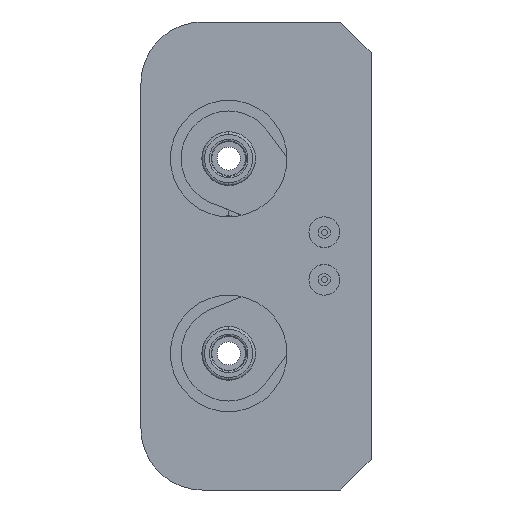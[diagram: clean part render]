
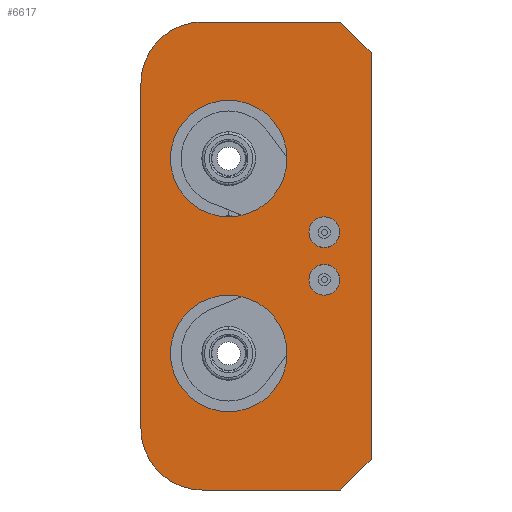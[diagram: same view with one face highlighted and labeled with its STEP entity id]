
A CAD part, left-side view. The second image highlights one B-rep face of the part: STEP entity #6617.
In plain terms, the highlighted planar face has unit normal (-1, 0, 0).
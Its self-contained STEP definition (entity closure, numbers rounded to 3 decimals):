
#461 = LINE ( 'NONE', #7334, #11126 ) ;
#488 = CIRCLE ( 'NONE', #1519, 3.8 ) ;
#560 = CARTESIAN_POINT ( 'NONE',  ( -29., 11., 18.875 ) ) ;
#640 = DIRECTION ( 'NONE',  ( 0., 0., -1. ) ) ;
#666 = CARTESIAN_POINT ( 'NONE',  ( -29., 3.05, 9.175 ) ) ;
#670 = DIRECTION ( 'NONE',  ( 0., 0., 1. ) ) ;
#716 = LINE ( 'NONE', #2140, #8789 ) ;
#759 = EDGE_LOOP ( 'NONE', ( #13944, #944 ) ) ;
#776 = FACE_BOUND ( 'NONE', #6651, .T. ) ;
#809 = CARTESIAN_POINT ( 'NONE',  ( -29., 9.28, 10.175 ) ) ;
#944 = ORIENTED_EDGE ( 'NONE', *, *, #9955, .T. ) ;
#1036 = LINE ( 'NONE', #8179, #12366 ) ;
#1111 = CIRCLE ( 'NONE', #8978, 3.8 ) ;
#1159 = AXIS2_PLACEMENT_3D ( 'NONE', #666, #3781, #12711 ) ;
#1507 = AXIS2_PLACEMENT_3D ( 'NONE', #560, #11617, #12707 ) ;
#1519 = AXIS2_PLACEMENT_3D ( 'NONE', #10342, #5901, #2608 ) ;
#1596 = VERTEX_POINT ( 'NONE', #9027 ) ;
#1927 = EDGE_CURVE ( 'NONE', #13822, #1596, #2687, .T. ) ;
#2008 = EDGE_CURVE ( 'NONE', #7686, #10864, #12821, .T. ) ;
#2055 = VERTEX_POINT ( 'NONE', #809 ) ;
#2140 = CARTESIAN_POINT ( 'NONE',  ( -29., 1.55, -7.625 ) ) ;
#2149 = FACE_BOUND ( 'NONE', #759, .T. ) ;
#2440 = AXIS2_PLACEMENT_3D ( 'NONE', #4034, #10701, #670 ) ;
#2608 = DIRECTION ( 'NONE',  ( 0., 0., 1. ) ) ;
#2687 = CIRCLE ( 'NONE', #1159, 1. ) ;
#2782 = CIRCLE ( 'NONE', #11369, 3.8 ) ;
#2788 = EDGE_CURVE ( 'NONE', #2055, #8213, #1111, .T. ) ;
#2853 = FACE_BOUND ( 'NONE', #9689, .T. ) ;
#3117 = DIRECTION ( 'NONE',  ( 0., 0., 1. ) ) ;
#3353 = VERTEX_POINT ( 'NONE', #6236 ) ;
#3365 = EDGE_CURVE ( 'NONE', #7686, #3353, #13263, .T. ) ;
#3542 = DIRECTION ( 'NONE',  ( 0., 0., 1. ) ) ;
#3632 = EDGE_CURVE ( 'NONE', #4812, #7428, #716, .T. ) ;
#3692 = LINE ( 'NONE', #5351, #7864 ) ;
#3771 = CARTESIAN_POINT ( 'NONE',  ( -29., 1.55, 0. ) ) ;
#3781 = DIRECTION ( 'NONE',  ( -1., 0., 0. ) ) ;
#4034 = CARTESIAN_POINT ( 'NONE',  ( -29., 3.05, 6.075 ) ) ;
#4233 = CARTESIAN_POINT ( 'NONE',  ( -29., 9.28, 1.275 ) ) ;
#4275 = DIRECTION ( 'NONE',  ( 0., 0., -1. ) ) ;
#4320 = EDGE_CURVE ( 'NONE', #7428, #4428, #1036, .T. ) ;
#4428 = VERTEX_POINT ( 'NONE', #7465 ) ;
#4732 = ORIENTED_EDGE ( 'NONE', *, *, #2008, .F. ) ;
#4751 = ORIENTED_EDGE ( 'NONE', *, *, #12631, .F. ) ;
#4812 = VERTEX_POINT ( 'NONE', #12332 ) ;
#4839 = DIRECTION ( 'NONE',  ( 0., 0., 1. ) ) ;
#4918 = DIRECTION ( 'NONE',  ( 0., -0.707, 0.707 ) ) ;
#4988 = ORIENTED_EDGE ( 'NONE', *, *, #1927, .F. ) ;
#5057 = VERTEX_POINT ( 'NONE', #8355 ) ;
#5192 = ORIENTED_EDGE ( 'NONE', *, *, #12809, .F. ) ;
#5243 = VERTEX_POINT ( 'NONE', #7917 ) ;
#5350 = DIRECTION ( 'NONE',  ( -1., 0., 0. ) ) ;
#5351 = CARTESIAN_POINT ( 'NONE',  ( -29., -9.663, 11.213 ) ) ;
#5523 = DIRECTION ( 'NONE',  ( 0., 0., 1. ) ) ;
#5563 = EDGE_CURVE ( 'NONE', #3353, #8702, #461, .T. ) ;
#5850 = ORIENTED_EDGE ( 'NONE', *, *, #7009, .T. ) ;
#5901 = DIRECTION ( 'NONE',  ( -1., 0., 0. ) ) ;
#5950 = PLANE ( 'NONE',  #13417 ) ;
#6105 = ORIENTED_EDGE ( 'NONE', *, *, #11504, .F. ) ;
#6236 = CARTESIAN_POINT ( 'NONE',  ( -29., 15., 18.875 ) ) ;
#6241 = CIRCLE ( 'NONE', #8836, 3.8 ) ;
#6416 = ORIENTED_EDGE ( 'NONE', *, *, #3632, .T. ) ;
#6450 = DIRECTION ( 'NONE',  ( 1., 0., 0. ) ) ;
#6617 = ADVANCED_FACE ( 'NONE', ( #8700, #2853, #10571, #2149, #776 ), #5950, .T. ) ;
#6651 = EDGE_LOOP ( 'NONE', ( #5192, #10702 ) ) ;
#6815 = CARTESIAN_POINT ( 'NONE',  ( -29., 11., -3.625 ) ) ;
#7009 = EDGE_CURVE ( 'NONE', #5243, #10864, #3692, .T. ) ;
#7046 = CIRCLE ( 'NONE', #2440, 1. ) ;
#7197 = ORIENTED_EDGE ( 'NONE', *, *, #3365, .T. ) ;
#7334 = CARTESIAN_POINT ( 'NONE',  ( -29., 15., 0. ) ) ;
#7413 = DIRECTION ( 'NONE',  ( -1., 0., 0. ) ) ;
#7428 = VERTEX_POINT ( 'NONE', #7972 ) ;
#7465 = CARTESIAN_POINT ( 'NONE',  ( -29., 0., -5.625 ) ) ;
#7686 = VERTEX_POINT ( 'NONE', #9176 ) ;
#7864 = VECTOR ( 'NONE', #12922, 1000. ) ;
#7917 = CARTESIAN_POINT ( 'NONE',  ( -29., 0., 20.875 ) ) ;
#7920 = CIRCLE ( 'NONE', #10457, 1. ) ;
#7972 = CARTESIAN_POINT ( 'NONE',  ( -29., 2., -7.625 ) ) ;
#8034 = EDGE_CURVE ( 'NONE', #5243, #4428, #12100, .T. ) ;
#8179 = CARTESIAN_POINT ( 'NONE',  ( -29., -2.037, -3.587 ) ) ;
#8213 = VERTEX_POINT ( 'NONE', #13895 ) ;
#8245 = CARTESIAN_POINT ( 'NONE',  ( -29., 15., -3.625 ) ) ;
#8338 = EDGE_LOOP ( 'NONE', ( #10919, #6105 ) ) ;
#8355 = CARTESIAN_POINT ( 'NONE',  ( -29., 3.05, 7.075 ) ) ;
#8362 = VECTOR ( 'NONE', #14074, 1000. ) ;
#8391 = EDGE_CURVE ( 'NONE', #8634, #13948, #6241, .T. ) ;
#8437 = ORIENTED_EDGE ( 'NONE', *, *, #11395, .T. ) ;
#8589 = ORIENTED_EDGE ( 'NONE', *, *, #5563, .T. ) ;
#8634 = VERTEX_POINT ( 'NONE', #13781 ) ;
#8700 = FACE_BOUND ( 'NONE', #8338, .T. ) ;
#8702 = VERTEX_POINT ( 'NONE', #8245 ) ;
#8789 = VECTOR ( 'NONE', #10940, 1000. ) ;
#8836 = AXIS2_PLACEMENT_3D ( 'NONE', #4233, #12057, #4275 ) ;
#8965 = DIRECTION ( 'NONE',  ( -1., 0., 0. ) ) ;
#8978 = AXIS2_PLACEMENT_3D ( 'NONE', #10663, #7413, #3117 ) ;
#9027 = CARTESIAN_POINT ( 'NONE',  ( -29., 3.05, 10.175 ) ) ;
#9164 = CARTESIAN_POINT ( 'NONE',  ( -29., 2., 22.875 ) ) ;
#9176 = CARTESIAN_POINT ( 'NONE',  ( -29., 11., 22.875 ) ) ;
#9239 = CARTESIAN_POINT ( 'NONE',  ( -29., 3.05, 8.175 ) ) ;
#9689 = EDGE_LOOP ( 'NONE', ( #4751, #4988 ) ) ;
#9955 = EDGE_CURVE ( 'NONE', #13948, #8634, #2782, .T. ) ;
#10104 = DIRECTION ( 'NONE',  ( -1., 0., 0. ) ) ;
#10210 = ORIENTED_EDGE ( 'NONE', *, *, #4320, .T. ) ;
#10295 = DIRECTION ( 'NONE',  ( -1., 0., 0. ) ) ;
#10342 = CARTESIAN_POINT ( 'NONE',  ( -29., 9.28, 13.975 ) ) ;
#10370 = AXIS2_PLACEMENT_3D ( 'NONE', #11931, #5350, #13017 ) ;
#10453 = CIRCLE ( 'NONE', #10370, 1. ) ;
#10457 = AXIS2_PLACEMENT_3D ( 'NONE', #13243, #8965, #5523 ) ;
#10489 = CARTESIAN_POINT ( 'NONE',  ( -29., 3.05, 5.075 ) ) ;
#10571 = FACE_OUTER_BOUND ( 'NONE', #14242, .T. ) ;
#10663 = CARTESIAN_POINT ( 'NONE',  ( -29., 9.28, 13.975 ) ) ;
#10701 = DIRECTION ( 'NONE',  ( -1., 0., 0. ) ) ;
#10702 = ORIENTED_EDGE ( 'NONE', *, *, #2788, .F. ) ;
#10864 = VERTEX_POINT ( 'NONE', #9164 ) ;
#10919 = ORIENTED_EDGE ( 'NONE', *, *, #11206, .F. ) ;
#10939 = AXIS2_PLACEMENT_3D ( 'NONE', #6815, #10104, #3542 ) ;
#10940 = DIRECTION ( 'NONE',  ( 0., -1., 0. ) ) ;
#10958 = DIRECTION ( 'NONE',  ( 0., 0., -1. ) ) ;
#11126 = VECTOR ( 'NONE', #640, 1000. ) ;
#11206 = EDGE_CURVE ( 'NONE', #5057, #11822, #7046, .T. ) ;
#11369 = AXIS2_PLACEMENT_3D ( 'NONE', #11974, #6450, #10958 ) ;
#11395 = EDGE_CURVE ( 'NONE', #8702, #4812, #11506, .T. ) ;
#11403 = VECTOR ( 'NONE', #11928, 1000. ) ;
#11504 = EDGE_CURVE ( 'NONE', #11822, #5057, #7920, .T. ) ;
#11506 = CIRCLE ( 'NONE', #10939, 4. ) ;
#11617 = DIRECTION ( 'NONE',  ( -1., 0., 0. ) ) ;
#11707 = ORIENTED_EDGE ( 'NONE', *, *, #8034, .F. ) ;
#11822 = VERTEX_POINT ( 'NONE', #10489 ) ;
#11928 = DIRECTION ( 'NONE',  ( 0., 0., -1. ) ) ;
#11931 = CARTESIAN_POINT ( 'NONE',  ( -29., 3.05, 9.175 ) ) ;
#11974 = CARTESIAN_POINT ( 'NONE',  ( -29., 9.28, 1.275 ) ) ;
#12020 = CARTESIAN_POINT ( 'NONE',  ( -29., 0., 0. ) ) ;
#12057 = DIRECTION ( 'NONE',  ( 1., 0., 0. ) ) ;
#12100 = LINE ( 'NONE', #12020, #11403 ) ;
#12332 = CARTESIAN_POINT ( 'NONE',  ( -29., 11., -7.625 ) ) ;
#12366 = VECTOR ( 'NONE', #4918, 1000. ) ;
#12631 = EDGE_CURVE ( 'NONE', #1596, #13822, #10453, .T. ) ;
#12707 = DIRECTION ( 'NONE',  ( 0., 0., 1. ) ) ;
#12711 = DIRECTION ( 'NONE',  ( 0., 0., 1. ) ) ;
#12809 = EDGE_CURVE ( 'NONE', #8213, #2055, #488, .T. ) ;
#12821 = LINE ( 'NONE', #13980, #8362 ) ;
#12922 = DIRECTION ( 'NONE',  ( 0., 0.707, 0.707 ) ) ;
#13017 = DIRECTION ( 'NONE',  ( 0., 0., 1. ) ) ;
#13243 = CARTESIAN_POINT ( 'NONE',  ( -29., 3.05, 6.075 ) ) ;
#13263 = CIRCLE ( 'NONE', #1507, 4. ) ;
#13417 = AXIS2_PLACEMENT_3D ( 'NONE', #3771, #10295, #4839 ) ;
#13781 = CARTESIAN_POINT ( 'NONE',  ( -29., 9.28, 5.075 ) ) ;
#13822 = VERTEX_POINT ( 'NONE', #9239 ) ;
#13895 = CARTESIAN_POINT ( 'NONE',  ( -29., 9.28, 17.775 ) ) ;
#13944 = ORIENTED_EDGE ( 'NONE', *, *, #8391, .T. ) ;
#13948 = VERTEX_POINT ( 'NONE', #14200 ) ;
#13980 = CARTESIAN_POINT ( 'NONE',  ( -29., 1.55, 22.875 ) ) ;
#14074 = DIRECTION ( 'NONE',  ( 0., -1., 0. ) ) ;
#14200 = CARTESIAN_POINT ( 'NONE',  ( -29., 9.28, -2.525 ) ) ;
#14242 = EDGE_LOOP ( 'NONE', ( #8589, #8437, #6416, #10210, #11707, #5850, #4732, #7197 ) ) ;
